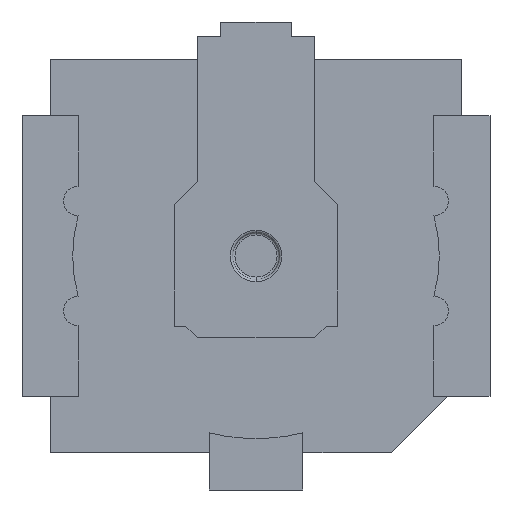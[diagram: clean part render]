
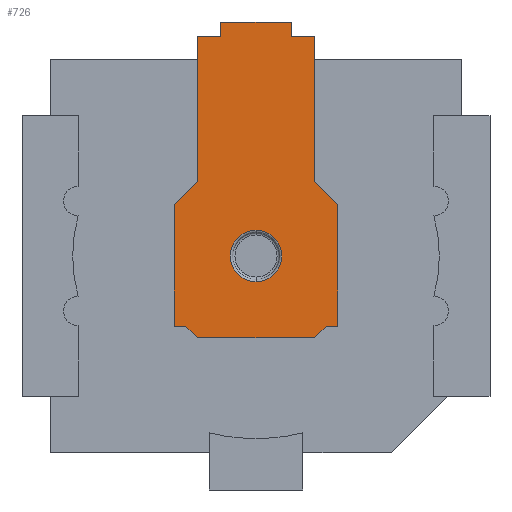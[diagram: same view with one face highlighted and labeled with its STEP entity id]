
A CAD part, front view. The second image highlights one B-rep face of the part: STEP entity #726.
In plain terms, the highlighted planar face has unit normal (0, -1, 0).
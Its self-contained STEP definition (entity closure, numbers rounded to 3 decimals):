
#8 = EDGE_CURVE ( 'NONE', #1381, #3636, #3447, .T. ) ;
#80 = EDGE_LOOP ( 'NONE', ( #3398, #2221 ) ) ;
#89 = ORIENTED_EDGE ( 'NONE', *, *, #1314, .F. ) ;
#93 = CARTESIAN_POINT ( 'NONE',  ( 0., 0., 0. ) ) ;
#121 = CARTESIAN_POINT ( 'NONE',  ( -0.25, 0., 0.32 ) ) ;
#123 = DIRECTION ( 'NONE',  ( 0., 0., -1. ) ) ;
#140 = EDGE_CURVE ( 'NONE', #1907, #674, #3313, .T. ) ;
#171 = VERTEX_POINT ( 'NONE', #3184 ) ;
#198 = VECTOR ( 'NONE', #1150, 1000. ) ;
#203 = LINE ( 'NONE', #1079, #1496 ) ;
#269 = ORIENTED_EDGE ( 'NONE', *, *, #3126, .F. ) ;
#275 = EDGE_CURVE ( 'NONE', #3636, #2507, #1763, .T. ) ;
#327 = DIRECTION ( 'NONE',  ( 0., 0., -1. ) ) ;
#335 = VECTOR ( 'NONE', #654, 1000. ) ;
#379 = CARTESIAN_POINT ( 'NONE',  ( 0.25, 0., 0.32 ) ) ;
#380 = CARTESIAN_POINT ( 'NONE',  ( 0.35, 0., 0.22 ) ) ;
#381 = VECTOR ( 'NONE', #2795, 1000. ) ;
#412 = DIRECTION ( 'NONE',  ( -1., 0., 0. ) ) ;
#433 = LINE ( 'NONE', #2012, #3240 ) ;
#448 = CARTESIAN_POINT ( 'NONE',  ( 0.35, 0., -0.3 ) ) ;
#476 = DIRECTION ( 'NONE',  ( 1., 0., 0. ) ) ;
#495 = ORIENTED_EDGE ( 'NONE', *, *, #3306, .F. ) ;
#512 = CARTESIAN_POINT ( 'NONE',  ( -0.15, 0., 1. ) ) ;
#548 = CARTESIAN_POINT ( 'NONE',  ( -0.15, 0., 0.94 ) ) ;
#574 = EDGE_CURVE ( 'NONE', #2507, #3564, #2126, .T. ) ;
#597 = CARTESIAN_POINT ( 'NONE',  ( -0.25, 0., -0.35 ) ) ;
#606 = FACE_BOUND ( 'NONE', #80, .T. ) ;
#654 = DIRECTION ( 'NONE',  ( 0., 0., -1. ) ) ;
#659 = VECTOR ( 'NONE', #476, 1000. ) ;
#674 = VERTEX_POINT ( 'NONE', #2600 ) ;
#726 = ADVANCED_FACE ( 'NONE', ( #606, #2499 ), #982, .T. ) ;
#876 = CARTESIAN_POINT ( 'NONE',  ( 0.25, 0., 0.94 ) ) ;
#882 = VERTEX_POINT ( 'NONE', #448 ) ;
#895 = CARTESIAN_POINT ( 'NONE',  ( 0., 0., 0. ) ) ;
#922 = EDGE_CURVE ( 'NONE', #674, #2813, #3014, .T. ) ;
#958 = CARTESIAN_POINT ( 'NONE',  ( -0.3, 0., -0.3 ) ) ;
#960 = LINE ( 'NONE', #597, #198 ) ;
#982 = PLANE ( 'NONE',  #1918 ) ;
#1008 = CARTESIAN_POINT ( 'NONE',  ( 0.3, 0., -0.3 ) ) ;
#1010 = DIRECTION ( 'NONE',  ( 0., -1., 0. ) ) ;
#1056 = CARTESIAN_POINT ( 'NONE',  ( 0.25, 0., -0.35 ) ) ;
#1065 = VECTOR ( 'NONE', #2744, 1000. ) ;
#1068 = DIRECTION ( 'NONE',  ( -0.707, 0., -0.707 ) ) ;
#1079 = CARTESIAN_POINT ( 'NONE',  ( 0.25, 0., 0.94 ) ) ;
#1099 = EDGE_CURVE ( 'NONE', #2727, #1381, #3233, .T. ) ;
#1150 = DIRECTION ( 'NONE',  ( -0.707, 0., 0.707 ) ) ;
#1161 = DIRECTION ( 'NONE',  ( 0., 0., -1. ) ) ;
#1191 = VECTOR ( 'NONE', #412, 1000. ) ;
#1193 = CARTESIAN_POINT ( 'NONE',  ( -0.25, 0., 0.94 ) ) ;
#1200 = ORIENTED_EDGE ( 'NONE', *, *, #2722, .F. ) ;
#1202 = CIRCLE ( 'NONE', #1696, 0.11 ) ;
#1206 = AXIS2_PLACEMENT_3D ( 'NONE', #93, #3438, #1779 ) ;
#1226 = DIRECTION ( 'NONE',  ( 0.707, 0., -0.707 ) ) ;
#1232 = LINE ( 'NONE', #3050, #2237 ) ;
#1243 = EDGE_LOOP ( 'NONE', ( #1759, #269, #2218, #1761, #1200, #1949, #1960, #3634, #3403, #3295, #2602, #3364, #3633, #2580, #495, #89 ) ) ;
#1314 = EDGE_CURVE ( 'NONE', #2292, #1957, #2275, .T. ) ;
#1319 = CARTESIAN_POINT ( 'NONE',  ( -0.35, 0., -0.3 ) ) ;
#1351 = CARTESIAN_POINT ( 'NONE',  ( -0.15, 0., 0.94 ) ) ;
#1381 = VERTEX_POINT ( 'NONE', #1351 ) ;
#1391 = CARTESIAN_POINT ( 'NONE',  ( -0.25, 0., -0.35 ) ) ;
#1403 = EDGE_CURVE ( 'NONE', #2813, #2727, #1871, .T. ) ;
#1489 = CARTESIAN_POINT ( 'NONE',  ( 0.35, 0., -0.3 ) ) ;
#1496 = VECTOR ( 'NONE', #1609, 1000. ) ;
#1569 = DIRECTION ( 'NONE',  ( -1., 0., 0. ) ) ;
#1586 = CARTESIAN_POINT ( 'NONE',  ( 0.15, 0., 1. ) ) ;
#1609 = DIRECTION ( 'NONE',  ( 1., 0., 0. ) ) ;
#1696 = AXIS2_PLACEMENT_3D ( 'NONE', #895, #2297, #1161 ) ;
#1700 = CARTESIAN_POINT ( 'NONE',  ( 0.25, 0., -0.35 ) ) ;
#1753 = VECTOR ( 'NONE', #1569, 1000. ) ;
#1759 = ORIENTED_EDGE ( 'NONE', *, *, #1810, .F. ) ;
#1761 = ORIENTED_EDGE ( 'NONE', *, *, #3397, .F. ) ;
#1763 = LINE ( 'NONE', #1586, #659 ) ;
#1779 = DIRECTION ( 'NONE',  ( 0., 0., -1. ) ) ;
#1794 = CARTESIAN_POINT ( 'NONE',  ( 0., 0., 0. ) ) ;
#1798 = CARTESIAN_POINT ( 'NONE',  ( -0.35, 0., -0.3 ) ) ;
#1810 = EDGE_CURVE ( 'NONE', #3518, #2292, #3590, .T. ) ;
#1871 = LINE ( 'NONE', #2775, #2041 ) ;
#1889 = CARTESIAN_POINT ( 'NONE',  ( -0.25, 0., -0.35 ) ) ;
#1891 = LINE ( 'NONE', #380, #3091 ) ;
#1907 = VERTEX_POINT ( 'NONE', #1319 ) ;
#1918 = AXIS2_PLACEMENT_3D ( 'NONE', #1794, #1010, #2656 ) ;
#1925 = DIRECTION ( 'NONE',  ( -1., 0., 0. ) ) ;
#1949 = ORIENTED_EDGE ( 'NONE', *, *, #3092, .F. ) ;
#1951 = DIRECTION ( 'NONE',  ( 0., 0., 1. ) ) ;
#1957 = VERTEX_POINT ( 'NONE', #1391 ) ;
#1960 = ORIENTED_EDGE ( 'NONE', *, *, #574, .F. ) ;
#2012 = CARTESIAN_POINT ( 'NONE',  ( 0.25, 0., 0.32 ) ) ;
#2041 = VECTOR ( 'NONE', #1951, 1000. ) ;
#2049 = EDGE_CURVE ( 'NONE', #3153, #2889, #1202, .T. ) ;
#2076 = CARTESIAN_POINT ( 'NONE',  ( -0.3, 0., -0.3 ) ) ;
#2111 = DIRECTION ( 'NONE',  ( 0., 0., 1. ) ) ;
#2126 = LINE ( 'NONE', #2342, #335 ) ;
#2134 = CARTESIAN_POINT ( 'NONE',  ( 0.15, 0., 0.94 ) ) ;
#2216 = CARTESIAN_POINT ( 'NONE',  ( 0., 0., 0.11 ) ) ;
#2218 = ORIENTED_EDGE ( 'NONE', *, *, #2539, .F. ) ;
#2221 = ORIENTED_EDGE ( 'NONE', *, *, #2049, .T. ) ;
#2237 = VECTOR ( 'NONE', #1925, 1000. ) ;
#2275 = LINE ( 'NONE', #1889, #1753 ) ;
#2284 = LINE ( 'NONE', #958, #1191 ) ;
#2292 = VERTEX_POINT ( 'NONE', #1700 ) ;
#2297 = DIRECTION ( 'NONE',  ( 0., 1., 0. ) ) ;
#2302 = CARTESIAN_POINT ( 'NONE',  ( -0.25, 0., 0.94 ) ) ;
#2342 = CARTESIAN_POINT ( 'NONE',  ( 0.15, 0., 0.94 ) ) ;
#2499 = FACE_OUTER_BOUND ( 'NONE', #1243, .T. ) ;
#2507 = VERTEX_POINT ( 'NONE', #3459 ) ;
#2521 = EDGE_CURVE ( 'NONE', #2889, #3153, #2676, .T. ) ;
#2525 = VERTEX_POINT ( 'NONE', #2076 ) ;
#2539 = EDGE_CURVE ( 'NONE', #171, #882, #3450, .T. ) ;
#2546 = EDGE_CURVE ( 'NONE', #2525, #1907, #2284, .T. ) ;
#2580 = ORIENTED_EDGE ( 'NONE', *, *, #2546, .F. ) ;
#2585 = VECTOR ( 'NONE', #1068, 1000. ) ;
#2600 = CARTESIAN_POINT ( 'NONE',  ( -0.35, 0., 0.22 ) ) ;
#2602 = ORIENTED_EDGE ( 'NONE', *, *, #1403, .F. ) ;
#2616 = VECTOR ( 'NONE', #3172, 1000. ) ;
#2656 = DIRECTION ( 'NONE',  ( 0., 0., -1. ) ) ;
#2676 = CIRCLE ( 'NONE', #1206, 0.11 ) ;
#2722 = EDGE_CURVE ( 'NONE', #3265, #2773, #433, .T. ) ;
#2726 = VECTOR ( 'NONE', #123, 1000. ) ;
#2727 = VERTEX_POINT ( 'NONE', #2302 ) ;
#2731 = CARTESIAN_POINT ( 'NONE',  ( -0.35, 0., 0.22 ) ) ;
#2744 = DIRECTION ( 'NONE',  ( 0.707, 0., 0.707 ) ) ;
#2773 = VERTEX_POINT ( 'NONE', #379 ) ;
#2775 = CARTESIAN_POINT ( 'NONE',  ( -0.25, 0., 0.32 ) ) ;
#2795 = DIRECTION ( 'NONE',  ( 0., 0., 1. ) ) ;
#2813 = VERTEX_POINT ( 'NONE', #121 ) ;
#2889 = VERTEX_POINT ( 'NONE', #3180 ) ;
#3014 = LINE ( 'NONE', #2731, #1065 ) ;
#3050 = CARTESIAN_POINT ( 'NONE',  ( 0.3, 0., -0.3 ) ) ;
#3091 = VECTOR ( 'NONE', #1226, 1000. ) ;
#3092 = EDGE_CURVE ( 'NONE', #3564, #3265, #203, .T. ) ;
#3099 = VECTOR ( 'NONE', #2111, 1000. ) ;
#3126 = EDGE_CURVE ( 'NONE', #882, #3518, #1232, .T. ) ;
#3153 = VERTEX_POINT ( 'NONE', #2216 ) ;
#3172 = DIRECTION ( 'NONE',  ( 1., 0., 0. ) ) ;
#3180 = CARTESIAN_POINT ( 'NONE',  ( 0., 0., -0.11 ) ) ;
#3184 = CARTESIAN_POINT ( 'NONE',  ( 0.35, 0., 0.22 ) ) ;
#3233 = LINE ( 'NONE', #1193, #2616 ) ;
#3240 = VECTOR ( 'NONE', #327, 1000. ) ;
#3265 = VERTEX_POINT ( 'NONE', #876 ) ;
#3295 = ORIENTED_EDGE ( 'NONE', *, *, #1099, .F. ) ;
#3306 = EDGE_CURVE ( 'NONE', #1957, #2525, #960, .T. ) ;
#3313 = LINE ( 'NONE', #1798, #3099 ) ;
#3364 = ORIENTED_EDGE ( 'NONE', *, *, #922, .F. ) ;
#3397 = EDGE_CURVE ( 'NONE', #2773, #171, #1891, .T. ) ;
#3398 = ORIENTED_EDGE ( 'NONE', *, *, #2521, .T. ) ;
#3403 = ORIENTED_EDGE ( 'NONE', *, *, #8, .F. ) ;
#3438 = DIRECTION ( 'NONE',  ( 0., 1., 0. ) ) ;
#3447 = LINE ( 'NONE', #548, #381 ) ;
#3450 = LINE ( 'NONE', #1489, #2726 ) ;
#3459 = CARTESIAN_POINT ( 'NONE',  ( 0.15, 0., 1. ) ) ;
#3518 = VERTEX_POINT ( 'NONE', #1008 ) ;
#3564 = VERTEX_POINT ( 'NONE', #2134 ) ;
#3590 = LINE ( 'NONE', #1056, #2585 ) ;
#3633 = ORIENTED_EDGE ( 'NONE', *, *, #140, .F. ) ;
#3634 = ORIENTED_EDGE ( 'NONE', *, *, #275, .F. ) ;
#3636 = VERTEX_POINT ( 'NONE', #512 ) ;
